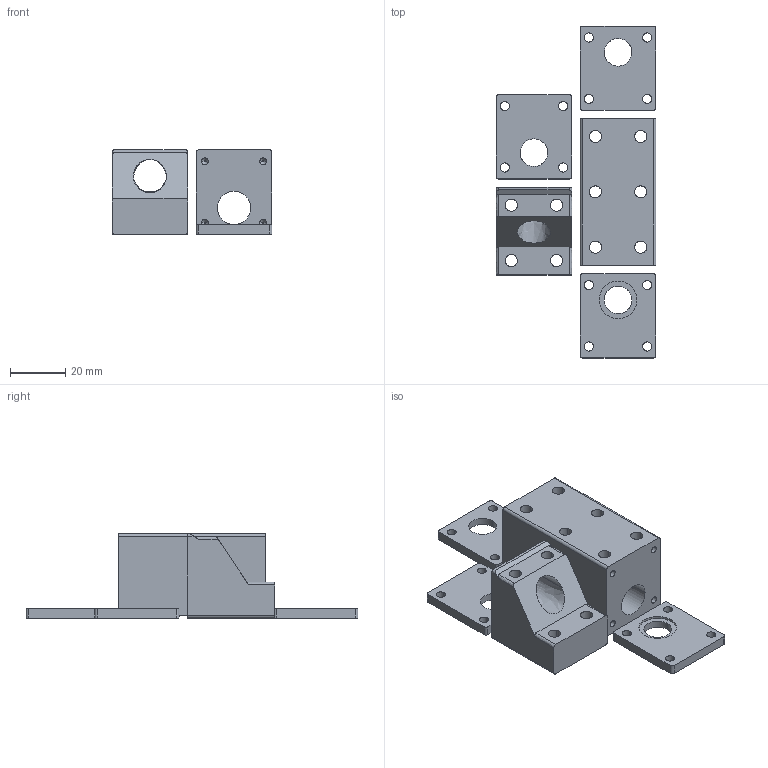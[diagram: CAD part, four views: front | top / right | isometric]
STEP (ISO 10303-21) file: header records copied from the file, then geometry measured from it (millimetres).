
FILE_DESCRIPTION(/* description */ (''),/* implementation_level */ '2;1');
FILE_NAME(/* name */ 'Z_Bracket_bearingbox',/* time_stamp */ '2018-06-11T21:07:53+02:00',/* author */ (''),/* organization */ (''),/* preprocessor_version */ 'ST-DEVELOPER v16.5',/* originating_system */ '',/* authorisation */ '');
FILE_SCHEMA (('AUTOMOTIVE_DESIGN'));
Length unit declared in the file: millimetre
Products named in the file (1): Document
Bounding box: 57.8 x 120 x 30.5 mm (x, y, z)
Volume: 57387.2 mm3; surface area: 24382.2 mm2
Topology: 5 solids, 5 shells, 199 faces, 492 edges, 318 vertices
Faces by surface type: bspline 138, plane 61
Entity records: 6597 total; most frequent: CARTESIAN_POINT 3617, ORIENTED_EDGE 984, EDGE_CURVE 492, VERTEX_POINT 318, EDGE_LOOP 268, ADVANCED_FACE 199, FACE_OUTER_BOUND 199, B_SPLINE_CURVE_WITH_KNOTS 190
